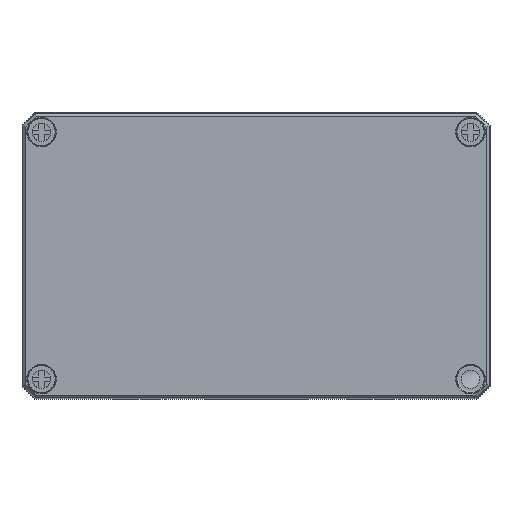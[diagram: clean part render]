
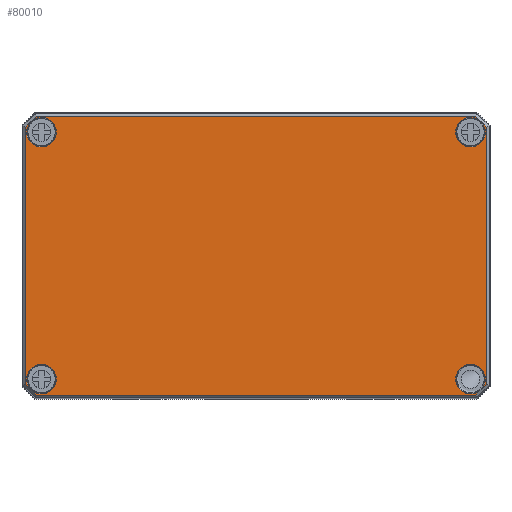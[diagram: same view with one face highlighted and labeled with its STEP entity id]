
A CAD part, top view. The second image highlights one B-rep face of the part: STEP entity #80010.
In plain terms, the highlighted face is planar.
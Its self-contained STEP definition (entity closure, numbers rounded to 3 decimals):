
#6861=FACE_BOUND('',#17365,.T.);
#6862=FACE_BOUND('',#17366,.T.);
#6863=FACE_BOUND('',#17367,.T.);
#6864=FACE_BOUND('',#17368,.T.);
#8392=PLANE('',#84056);
#12501=FACE_OUTER_BOUND('',#17364,.T.);
#17364=EDGE_LOOP('',(#73085,#73086,#73087,#73088,#73089,#73090,#73091,#73092));
#17365=EDGE_LOOP('',(#73093,#73094));
#17366=EDGE_LOOP('',(#73095,#73096));
#17367=EDGE_LOOP('',(#73097,#73098));
#17368=EDGE_LOOP('',(#73099,#73100));
#23598=LINE('',#141208,#29806);
#23599=LINE('',#141210,#29807);
#23600=LINE('',#141212,#29808);
#23601=LINE('',#141214,#29809);
#23602=LINE('',#141216,#29810);
#23603=LINE('',#141218,#29811);
#23604=LINE('',#141220,#29812);
#23605=LINE('',#141221,#29813);
#29806=VECTOR('',#97563,10.);
#29807=VECTOR('',#97564,10.);
#29808=VECTOR('',#97565,10.);
#29809=VECTOR('',#97566,10.);
#29810=VECTOR('',#97567,10.);
#29811=VECTOR('',#97568,10.);
#29812=VECTOR('',#97569,10.);
#29813=VECTOR('',#97570,10.);
#31651=CIRCLE('',#84045,5.672);
#31656=CIRCLE('',#84050,5.672);
#31661=CIRCLE('',#84057,5.672);
#31662=CIRCLE('',#84058,5.672);
#31663=CIRCLE('',#84059,5.672);
#31664=CIRCLE('',#84060,5.672);
#31665=CIRCLE('',#84061,5.672);
#31666=CIRCLE('',#84062,5.672);
#39213=VERTEX_POINT('',#141109);
#39214=VERTEX_POINT('',#141110);
#39235=VERTEX_POINT('',#141206);
#39236=VERTEX_POINT('',#141207);
#39237=VERTEX_POINT('',#141209);
#39238=VERTEX_POINT('',#141211);
#39239=VERTEX_POINT('',#141213);
#39240=VERTEX_POINT('',#141215);
#39241=VERTEX_POINT('',#141217);
#39242=VERTEX_POINT('',#141219);
#39243=VERTEX_POINT('',#141222);
#39244=VERTEX_POINT('',#141223);
#39245=VERTEX_POINT('',#141226);
#39246=VERTEX_POINT('',#141227);
#39247=VERTEX_POINT('',#141230);
#39248=VERTEX_POINT('',#141231);
#50578=EDGE_CURVE('',#39213,#39214,#31651,.T.);
#50583=EDGE_CURVE('',#39214,#39213,#31656,.T.);
#50602=EDGE_CURVE('',#39235,#39236,#23598,.T.);
#50603=EDGE_CURVE('',#39237,#39235,#23599,.T.);
#50604=EDGE_CURVE('',#39238,#39237,#23600,.T.);
#50605=EDGE_CURVE('',#39239,#39238,#23601,.T.);
#50606=EDGE_CURVE('',#39240,#39239,#23602,.T.);
#50607=EDGE_CURVE('',#39241,#39240,#23603,.T.);
#50608=EDGE_CURVE('',#39242,#39241,#23604,.T.);
#50609=EDGE_CURVE('',#39236,#39242,#23605,.T.);
#50610=EDGE_CURVE('',#39243,#39244,#31661,.T.);
#50611=EDGE_CURVE('',#39244,#39243,#31662,.T.);
#50612=EDGE_CURVE('',#39245,#39246,#31663,.T.);
#50613=EDGE_CURVE('',#39246,#39245,#31664,.T.);
#50614=EDGE_CURVE('',#39247,#39248,#31665,.T.);
#50615=EDGE_CURVE('',#39248,#39247,#31666,.T.);
#73085=ORIENTED_EDGE('',*,*,#50602,.F.);
#73086=ORIENTED_EDGE('',*,*,#50603,.F.);
#73087=ORIENTED_EDGE('',*,*,#50604,.F.);
#73088=ORIENTED_EDGE('',*,*,#50605,.F.);
#73089=ORIENTED_EDGE('',*,*,#50606,.F.);
#73090=ORIENTED_EDGE('',*,*,#50607,.F.);
#73091=ORIENTED_EDGE('',*,*,#50608,.F.);
#73092=ORIENTED_EDGE('',*,*,#50609,.F.);
#73093=ORIENTED_EDGE('',*,*,#50610,.F.);
#73094=ORIENTED_EDGE('',*,*,#50611,.F.);
#73095=ORIENTED_EDGE('',*,*,#50612,.F.);
#73096=ORIENTED_EDGE('',*,*,#50613,.F.);
#73097=ORIENTED_EDGE('',*,*,#50614,.F.);
#73098=ORIENTED_EDGE('',*,*,#50615,.F.);
#73099=ORIENTED_EDGE('',*,*,#50578,.F.);
#73100=ORIENTED_EDGE('',*,*,#50583,.F.);
#80010=ADVANCED_FACE('',(#12501,#6861,#6862,#6863,#6864),#8392,.F.);
#84045=AXIS2_PLACEMENT_3D('',#141111,#97538,#97539);
#84050=AXIS2_PLACEMENT_3D('',#141119,#97548,#97549);
#84056=AXIS2_PLACEMENT_3D('',#141205,#97561,#97562);
#84057=AXIS2_PLACEMENT_3D('',#141224,#97571,#97572);
#84058=AXIS2_PLACEMENT_3D('',#141225,#97573,#97574);
#84059=AXIS2_PLACEMENT_3D('',#141228,#97575,#97576);
#84060=AXIS2_PLACEMENT_3D('',#141229,#97577,#97578);
#84061=AXIS2_PLACEMENT_3D('',#141232,#97579,#97580);
#84062=AXIS2_PLACEMENT_3D('',#141233,#97581,#97582);
#97538=DIRECTION('center_axis',(0.,1.,0.));
#97539=DIRECTION('ref_axis',(1.,0.,0.));
#97548=DIRECTION('center_axis',(0.,1.,0.));
#97549=DIRECTION('ref_axis',(1.,0.,0.));
#97561=DIRECTION('center_axis',(0.,-1.,0.));
#97562=DIRECTION('ref_axis',(0.,0.,-1.));
#97563=DIRECTION('',(-0.707,0.,0.707));
#97564=DIRECTION('',(0.,0.,1.));
#97565=DIRECTION('',(0.707,0.,0.707));
#97566=DIRECTION('',(1.,0.,0.));
#97567=DIRECTION('',(0.707,0.,-0.707));
#97568=DIRECTION('',(0.,0.,-1.));
#97569=DIRECTION('',(-0.707,0.,-0.707));
#97570=DIRECTION('',(-1.,0.,0.));
#97571=DIRECTION('center_axis',(0.,1.,0.));
#97572=DIRECTION('ref_axis',(-1.,0.,0.));
#97573=DIRECTION('center_axis',(0.,1.,0.));
#97574=DIRECTION('ref_axis',(-1.,0.,0.));
#97575=DIRECTION('center_axis',(0.,1.,0.));
#97576=DIRECTION('ref_axis',(1.,0.,0.));
#97577=DIRECTION('center_axis',(0.,1.,0.));
#97578=DIRECTION('ref_axis',(1.,0.,0.));
#97579=DIRECTION('center_axis',(0.,1.,0.));
#97580=DIRECTION('ref_axis',(-1.,0.,0.));
#97581=DIRECTION('center_axis',(0.,1.,0.));
#97582=DIRECTION('ref_axis',(-1.,0.,0.));
#141109=CARTESIAN_POINT('',(-88.172,39.,-47.5));
#141110=CARTESIAN_POINT('',(-82.5,39.,-41.828));
#141111=CARTESIAN_POINT('Origin',(-82.5,39.,-47.5));
#141119=CARTESIAN_POINT('Origin',(-82.5,39.,-47.5));
#141205=CARTESIAN_POINT('Origin',(0.,39.,0.));
#141206=CARTESIAN_POINT('',(88.66,39.,49.445));
#141207=CARTESIAN_POINT('',(84.445,39.,53.66));
#141208=CARTESIAN_POINT('',(79.052,39.,59.052));
#141209=CARTESIAN_POINT('',(88.66,39.,-49.445));
#141210=CARTESIAN_POINT('',(88.66,39.,-25.));
#141211=CARTESIAN_POINT('',(84.445,39.,-53.66));
#141212=CARTESIAN_POINT('',(76.552,39.,-61.552));
#141213=CARTESIAN_POINT('',(-84.445,39.,-53.66));
#141214=CARTESIAN_POINT('',(-42.5,39.,-53.66));
#141215=CARTESIAN_POINT('',(-88.66,39.,-49.445));
#141216=CARTESIAN_POINT('',(-79.052,39.,-59.052));
#141217=CARTESIAN_POINT('',(-88.66,39.,49.445));
#141218=CARTESIAN_POINT('',(-88.66,39.,25.));
#141219=CARTESIAN_POINT('',(-84.445,39.,53.66));
#141220=CARTESIAN_POINT('',(-76.552,39.,61.552));
#141221=CARTESIAN_POINT('',(42.5,39.,53.66));
#141222=CARTESIAN_POINT('',(88.172,39.,-47.5));
#141223=CARTESIAN_POINT('',(82.5,39.,-41.828));
#141224=CARTESIAN_POINT('Origin',(82.5,39.,-47.5));
#141225=CARTESIAN_POINT('Origin',(82.5,39.,-47.5));
#141226=CARTESIAN_POINT('',(-88.172,39.,47.5));
#141227=CARTESIAN_POINT('',(-82.5,39.,53.172));
#141228=CARTESIAN_POINT('Origin',(-82.5,39.,47.5));
#141229=CARTESIAN_POINT('Origin',(-82.5,39.,47.5));
#141230=CARTESIAN_POINT('',(88.172,39.,47.5));
#141231=CARTESIAN_POINT('',(82.5,39.,53.172));
#141232=CARTESIAN_POINT('Origin',(82.5,39.,47.5));
#141233=CARTESIAN_POINT('Origin',(82.5,39.,47.5));
